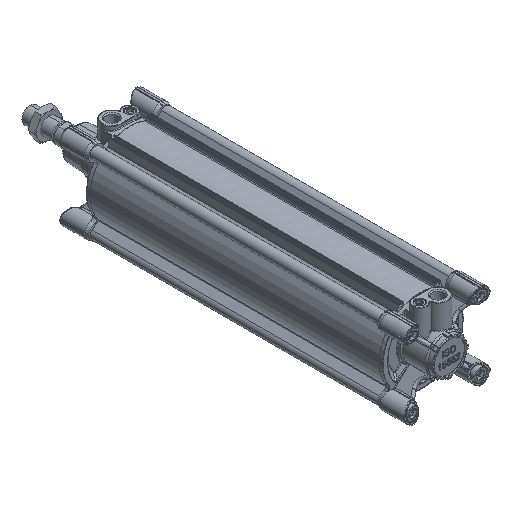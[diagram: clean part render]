
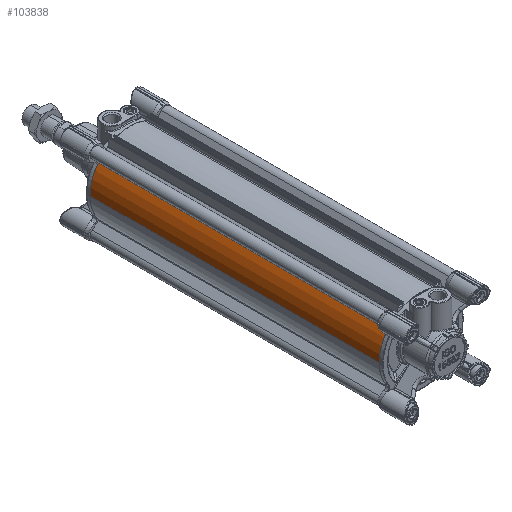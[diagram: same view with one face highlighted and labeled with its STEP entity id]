
A CAD part, isometric view. The second image highlights one B-rep face of the part: STEP entity #103838.
In plain terms, the highlighted cylindrical face has radius 65.5 mm (diameter 131 mm), a partial arc.
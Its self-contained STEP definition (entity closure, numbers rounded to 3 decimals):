
#1504 = AXIS2_PLACEMENT_3D ( 'NONE', #52372, #76348, #9339 ) ;
#3997 = VECTOR ( 'NONE', #10296, 1000. ) ;
#4429 = CARTESIAN_POINT ( 'NONE',  ( -51.346, 445., 40.668 ) ) ;
#4498 = EDGE_LOOP ( 'NONE', ( #62075, #131859, #136184, #54400 ) ) ;
#9339 = DIRECTION ( 'NONE',  ( 1., 0., 0. ) ) ;
#10296 = DIRECTION ( 'NONE',  ( 0., 1., 0. ) ) ;
#10990 = CARTESIAN_POINT ( 'NONE',  ( -65.5, 445., 0. ) ) ;
#12454 = CARTESIAN_POINT ( 'NONE',  ( -65.5, 515., 0. ) ) ;
#12669 = CIRCLE ( 'NONE', #1504, 65.5 ) ;
#14812 = EDGE_CURVE ( 'NONE', #30321, #49184, #18974, .T. ) ;
#17821 = CARTESIAN_POINT ( 'NONE',  ( -51.346, 45., 40.668 ) ) ;
#18473 = DIRECTION ( 'NONE',  ( -1., 0., 0. ) ) ;
#18974 = CIRCLE ( 'NONE', #127239, 65.5 ) ;
#20399 = VERTEX_POINT ( 'NONE', #23138 ) ;
#20883 = LINE ( 'NONE', #10990, #3997 ) ;
#23138 = CARTESIAN_POINT ( 'NONE',  ( -51.346, 515., 40.668 ) ) ;
#30321 = VERTEX_POINT ( 'NONE', #17821 ) ;
#30989 = DIRECTION ( 'NONE',  ( 1., 0., 0. ) ) ;
#37114 = VERTEX_POINT ( 'NONE', #12454 ) ;
#42596 = EDGE_CURVE ( 'NONE', #20399, #37114, #12669, .T. ) ;
#44377 = EDGE_CURVE ( 'NONE', #49184, #37114, #20883, .T. ) ;
#49184 = VERTEX_POINT ( 'NONE', #136924 ) ;
#52372 = CARTESIAN_POINT ( 'NONE',  ( 0., 515., 0. ) ) ;
#54400 = ORIENTED_EDGE ( 'NONE', *, *, #42596, .T. ) ;
#59619 = EDGE_CURVE ( 'NONE', #30321, #20399, #80635, .T. ) ;
#62075 = ORIENTED_EDGE ( 'NONE', *, *, #44377, .F. ) ;
#62230 = CARTESIAN_POINT ( 'NONE',  ( 0., 445., 0. ) ) ;
#63458 = AXIS2_PLACEMENT_3D ( 'NONE', #62230, #138456, #18473 ) ;
#67824 = VECTOR ( 'NONE', #123728, 1000. ) ;
#76348 = DIRECTION ( 'NONE',  ( 0., -1., 0. ) ) ;
#80635 = LINE ( 'NONE', #4429, #67824 ) ;
#95888 = CARTESIAN_POINT ( 'NONE',  ( 0., 45., 0. ) ) ;
#103838 = ADVANCED_FACE ( 'NONE', ( #115173 ), #115877, .T. ) ;
#115173 = FACE_OUTER_BOUND ( 'NONE', #4498, .T. ) ;
#115877 = CYLINDRICAL_SURFACE ( 'NONE', #63458, 65.5 ) ;
#116366 = DIRECTION ( 'NONE',  ( 0., -1., 0. ) ) ;
#123728 = DIRECTION ( 'NONE',  ( 0., 1., 0. ) ) ;
#127239 = AXIS2_PLACEMENT_3D ( 'NONE', #95888, #116366, #30989 ) ;
#131859 = ORIENTED_EDGE ( 'NONE', *, *, #14812, .F. ) ;
#136184 = ORIENTED_EDGE ( 'NONE', *, *, #59619, .T. ) ;
#136924 = CARTESIAN_POINT ( 'NONE',  ( -65.5, 45., 0. ) ) ;
#138456 = DIRECTION ( 'NONE',  ( 0., 1., 0. ) ) ;
